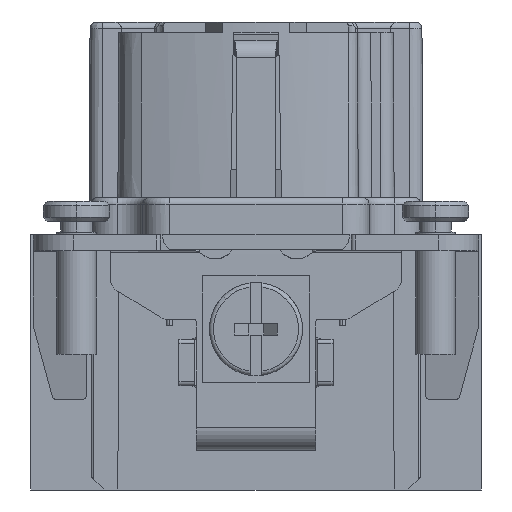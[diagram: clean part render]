
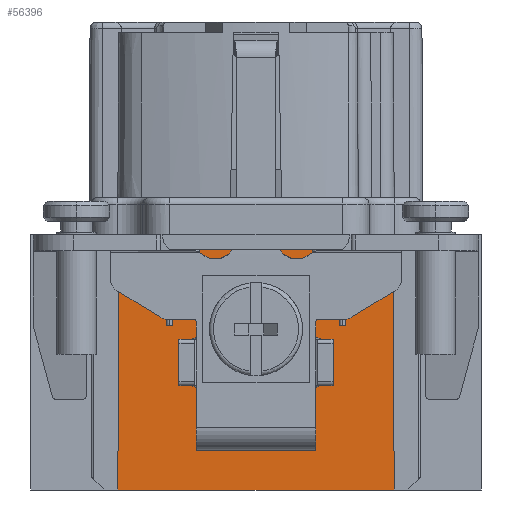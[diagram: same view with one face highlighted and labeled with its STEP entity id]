
A CAD part, front view. The second image highlights one B-rep face of the part: STEP entity #56396.
In plain terms, the highlighted planar face has unit normal (0, -1, 0).
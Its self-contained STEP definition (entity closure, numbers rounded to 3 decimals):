
#1350=DIRECTION('',(-1.,0.,0.));
#1351=VECTOR('',#1350,3.557);
#1352=CARTESIAN_POINT('',(10.3,-43.85,-3.8));
#1353=LINE('',#1352,#1351);
#1364=DIRECTION('',(-1.,0.,0.));
#1365=VECTOR('',#1364,3.757);
#1366=CARTESIAN_POINT('',(6.257,-43.85,-3.8));
#1367=LINE('',#1366,#1365);
#1390=DIRECTION('',(-1.,0.,0.));
#1391=VECTOR('',#1390,3.757);
#1392=CARTESIAN_POINT('',(-2.5,-43.85,-3.8));
#1393=LINE('',#1392,#1391);
#1404=DIRECTION('',(-1.,0.,0.));
#1405=VECTOR('',#1404,3.557);
#1406=CARTESIAN_POINT('',(-6.743,-43.85,-3.8));
#1407=LINE('',#1406,#1405);
#1973=DIRECTION('',(0.,0.,1.));
#1974=VECTOR('',#1973,1.2);
#1975=CARTESIAN_POINT('',(-4.5,-43.85,-18.9));
#1976=LINE('',#1975,#1974);
#1995=DIRECTION('',(1.,0.,0.));
#1996=VECTOR('',#1995,9.);
#1997=CARTESIAN_POINT('',(-4.5,-43.85,-17.7));
#1998=LINE('',#1997,#1996);
#1999=DIRECTION('',(0.,0.,-1.));
#2000=VECTOR('',#1999,1.2);
#2001=CARTESIAN_POINT('',(4.5,-43.85,-17.7));
#2002=LINE('',#2001,#2000);
#2021=DIRECTION('',(1.,0.,0.));
#2022=VECTOR('',#2021,9.);
#2023=CARTESIAN_POINT('',(-4.5,-43.85,-18.9));
#2024=LINE('',#2023,#2022);
#15989=DIRECTION('',(-1.,0.,0.));
#15990=VECTOR('',#15989,20.79);
#15991=CARTESIAN_POINT('',(10.395,-43.85,-21.9));
#15992=LINE('',#15991,#15990);
#24105=DIRECTION('',(0.,0.,1.));
#24106=VECTOR('',#24105,0.9);
#24107=CARTESIAN_POINT('',(2.5,-43.85,-3.8));
#24108=LINE('',#24107,#24106);
#24113=DIRECTION('',(-1.,0.,0.));
#24114=VECTOR('',#24113,5.);
#24115=CARTESIAN_POINT('',(2.5,-43.85,-2.9));
#24116=LINE('',#24115,#24114);
#24629=DIRECTION('',(0.,0.,1.));
#24630=VECTOR('',#24629,0.9);
#24631=CARTESIAN_POINT('',(-2.5,-43.85,-3.8));
#24632=LINE('',#24631,#24630);
#27231=DIRECTION('',(0.005,0.,-1.));
#27232=VECTOR('',#27231,18.1);
#27233=CARTESIAN_POINT('',(10.3,-43.85,-3.8));
#27234=LINE('',#27233,#27232);
#27239=DIRECTION('',(-0.005,0.,-1.));
#27240=VECTOR('',#27239,18.1);
#27241=CARTESIAN_POINT('',(-10.3,-43.85,-3.8));
#27242=LINE('',#27241,#27240);
#37990=CARTESIAN_POINT('',(-6.703,-43.85,-9.5));
#37991=CARTESIAN_POINT('',(-6.718,-43.85,-7.6));
#37992=CARTESIAN_POINT('',(-6.731,-43.85,-5.7));
#37993=CARTESIAN_POINT('',(-6.743,-43.85,-3.8));
#38026=CARTESIAN_POINT('',(-6.297,-43.85,-9.5));
#38027=CARTESIAN_POINT('',(-6.282,-43.85,-7.6));
#38028=CARTESIAN_POINT('',(-6.269,-43.85,-5.7));
#38029=CARTESIAN_POINT('',(-6.257,-43.85,-3.8));
#38038=DIRECTION('',(-1.,0.,0.));
#38039=VECTOR('',#38038,0.407);
#38040=CARTESIAN_POINT('',(-6.297,-43.85,-9.5));
#38041=LINE('',#38040,#38039);
#38056=CARTESIAN_POINT('',(6.297,-43.85,-9.5));
#38057=CARTESIAN_POINT('',(6.282,-43.85,-7.6));
#38058=CARTESIAN_POINT('',(6.269,-43.85,-5.7));
#38059=CARTESIAN_POINT('',(6.257,-43.85,-3.8));
#38092=CARTESIAN_POINT('',(6.703,-43.85,-9.5));
#38093=CARTESIAN_POINT('',(6.718,-43.85,-7.6));
#38094=CARTESIAN_POINT('',(6.731,-43.85,-5.7));
#38095=CARTESIAN_POINT('',(6.743,-43.85,-3.8));
#38104=DIRECTION('',(-1.,0.,0.));
#38105=VECTOR('',#38104,0.407);
#38106=CARTESIAN_POINT('',(6.703,-43.85,-9.5));
#38107=LINE('',#38106,#38105);
#38132=CARTESIAN_POINT('',(0.,-43.85,-9.8));
#38133=DIRECTION('',(0.,1.,0.));
#38134=DIRECTION('',(1.,0.,0.));
#38135=AXIS2_PLACEMENT_3D('',#38132,#38133,#38134);
#38191=CARTESIAN_POINT('',(0.,-43.85,-9.8));
#38192=DIRECTION('',(0.,1.,0.));
#38193=DIRECTION('',(-1.,0.,0.));
#38194=AXIS2_PLACEMENT_3D('',#38191,#38192,#38193);
#46340=CARTESIAN_POINT('',(-10.3,-43.85,-3.8));
#46341=CARTESIAN_POINT('',(-10.395,-43.85,-21.9));
#46342=VERTEX_POINT('',#46340);
#46343=VERTEX_POINT('',#46341);
#46344=CARTESIAN_POINT('',(10.3,-43.85,-3.8));
#46345=CARTESIAN_POINT('',(6.743,-43.85,-3.8));
#46346=VERTEX_POINT('',#46344);
#46347=VERTEX_POINT('',#46345);
#46348=CARTESIAN_POINT('',(6.257,-43.85,-3.8));
#46349=CARTESIAN_POINT('',(2.5,-43.85,-3.8));
#46350=VERTEX_POINT('',#46348);
#46351=VERTEX_POINT('',#46349);
#46352=CARTESIAN_POINT('',(-2.5,-43.85,-3.8));
#46353=CARTESIAN_POINT('',(-6.257,-43.85,-3.8));
#46354=VERTEX_POINT('',#46352);
#46355=VERTEX_POINT('',#46353);
#46356=CARTESIAN_POINT('',(-6.743,-43.85,-3.8));
#46357=VERTEX_POINT('',#46356);
#46359=CARTESIAN_POINT('',(2.5,-43.85,-2.9));
#46361=VERTEX_POINT('',#46359);
#46364=CARTESIAN_POINT('',(-2.5,-43.85,-2.9));
#46365=VERTEX_POINT('',#46364);
#46366=VERTEX_POINT('',#38056);
#46367=VERTEX_POINT('',#38092);
#46368=VERTEX_POINT('',#38026);
#46369=VERTEX_POINT('',#37990);
#46370=CARTESIAN_POINT('',(10.395,-43.85,-21.9));
#46371=VERTEX_POINT('',#46370);
#46388=CARTESIAN_POINT('',(4.5,-43.85,-17.7));
#46389=CARTESIAN_POINT('',(4.5,-43.85,-18.9));
#46390=VERTEX_POINT('',#46388);
#46391=VERTEX_POINT('',#46389);
#46392=CARTESIAN_POINT('',(-4.5,-43.85,-18.9));
#46393=CARTESIAN_POINT('',(-4.5,-43.85,-17.7));
#46394=VERTEX_POINT('',#46392);
#46395=VERTEX_POINT('',#46393);
#46420=CARTESIAN_POINT('',(2.,-43.85,-9.8));
#46421=CARTESIAN_POINT('',(-2.,-43.85,-9.8));
#46422=VERTEX_POINT('',#46420);
#46423=VERTEX_POINT('',#46421);
#56345=CARTESIAN_POINT('',(16.95,-43.85,-14.8));
#56346=DIRECTION('',(0.,1.,0.));
#56347=DIRECTION('',(-1.,0.,0.));
#56348=AXIS2_PLACEMENT_3D('',#56345,#56346,#56347);
#56349=PLANE('',#56348);
#56351=ORIENTED_EDGE('',*,*,#56350,.F.);
#56352=ORIENTED_EDGE('',*,*,#56326,.F.);
#56354=ORIENTED_EDGE('',*,*,#56353,.F.);
#56356=ORIENTED_EDGE('',*,*,#56355,.F.);
#56358=ORIENTED_EDGE('',*,*,#56357,.T.);
#56359=ORIENTED_EDGE('',*,*,#56316,.F.);
#56361=ORIENTED_EDGE('',*,*,#56360,.T.);
#56363=ORIENTED_EDGE('',*,*,#56362,.F.);
#56365=ORIENTED_EDGE('',*,*,#56364,.F.);
#56366=ORIENTED_EDGE('',*,*,#56303,.F.);
#56368=ORIENTED_EDGE('',*,*,#56367,.F.);
#56370=ORIENTED_EDGE('',*,*,#56369,.F.);
#56372=ORIENTED_EDGE('',*,*,#56371,.T.);
#56373=ORIENTED_EDGE('',*,*,#56293,.F.);
#56375=ORIENTED_EDGE('',*,*,#56374,.T.);
#56377=ORIENTED_EDGE('',*,*,#56376,.T.);
#56378=EDGE_LOOP('',(#56351,#56352,#56354,#56356,#56358,#56359,#56361,#56363,
#56365,#56366,#56368,#56370,#56372,#56373,#56375,#56377));
#56379=FACE_OUTER_BOUND('',#56378,.F.);
#56381=ORIENTED_EDGE('',*,*,#56380,.F.);
#56383=ORIENTED_EDGE('',*,*,#56382,.F.);
#56384=EDGE_LOOP('',(#56381,#56383));
#56385=FACE_BOUND('',#56384,.F.);
#56387=ORIENTED_EDGE('',*,*,#56386,.F.);
#56389=ORIENTED_EDGE('',*,*,#56388,.F.);
#56391=ORIENTED_EDGE('',*,*,#56390,.F.);
#56393=ORIENTED_EDGE('',*,*,#56392,.T.);
#56394=EDGE_LOOP('',(#56387,#56389,#56391,#56393));
#56395=FACE_BOUND('',#56394,.F.);
#56396=ADVANCED_FACE('',(#56379,#56385,#56395),#56349,.F.);
#37994=B_SPLINE_CURVE_WITH_KNOTS('',3,(#37990,#37991,#37992,#37993),
.UNSPECIFIED.,.F.,.F.,(4,4),(0.,1.),.UNSPECIFIED.);
#38030=B_SPLINE_CURVE_WITH_KNOTS('',3,(#38026,#38027,#38028,#38029),
.UNSPECIFIED.,.F.,.F.,(4,4),(0.,1.),.UNSPECIFIED.);
#38060=B_SPLINE_CURVE_WITH_KNOTS('',3,(#38056,#38057,#38058,#38059),
.UNSPECIFIED.,.F.,.F.,(4,4),(0.,1.),.UNSPECIFIED.);
#38096=B_SPLINE_CURVE_WITH_KNOTS('',3,(#38092,#38093,#38094,#38095),
.UNSPECIFIED.,.F.,.F.,(4,4),(0.,1.),.UNSPECIFIED.);
#38136=CIRCLE('',#38135,2.);
#38195=CIRCLE('',#38194,2.);
#56293=EDGE_CURVE('',#46346,#46347,#1353,.T.);
#56303=EDGE_CURVE('',#46350,#46351,#1367,.T.);
#56316=EDGE_CURVE('',#46354,#46355,#1393,.T.);
#56326=EDGE_CURVE('',#46357,#46342,#1407,.T.);
#56350=EDGE_CURVE('',#46342,#46343,#27242,.T.);
#56353=EDGE_CURVE('',#46369,#46357,#37994,.T.);
#56355=EDGE_CURVE('',#46368,#46369,#38041,.T.);
#56357=EDGE_CURVE('',#46368,#46355,#38030,.T.);
#56360=EDGE_CURVE('',#46354,#46365,#24632,.T.);
#56362=EDGE_CURVE('',#46361,#46365,#24116,.T.);
#56364=EDGE_CURVE('',#46351,#46361,#24108,.T.);
#56367=EDGE_CURVE('',#46366,#46350,#38060,.T.);
#56369=EDGE_CURVE('',#46367,#46366,#38107,.T.);
#56371=EDGE_CURVE('',#46367,#46347,#38096,.T.);
#56374=EDGE_CURVE('',#46346,#46371,#27234,.T.);
#56376=EDGE_CURVE('',#46371,#46343,#15992,.T.);
#56380=EDGE_CURVE('',#46422,#46423,#38136,.T.);
#56382=EDGE_CURVE('',#46423,#46422,#38195,.T.);
#56386=EDGE_CURVE('',#46390,#46391,#2002,.T.);
#56388=EDGE_CURVE('',#46395,#46390,#1998,.T.);
#56390=EDGE_CURVE('',#46394,#46395,#1976,.T.);
#56392=EDGE_CURVE('',#46394,#46391,#2024,.T.);
